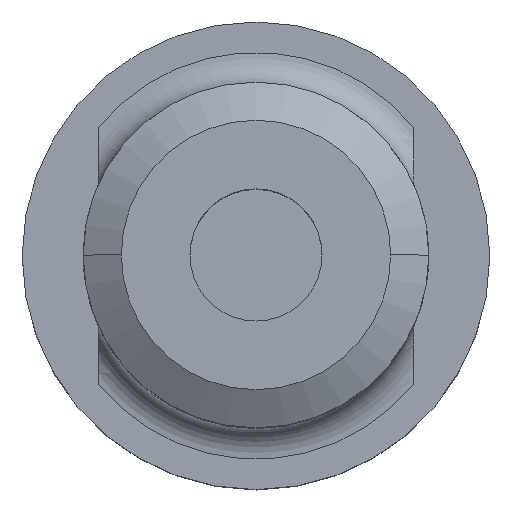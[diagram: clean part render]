
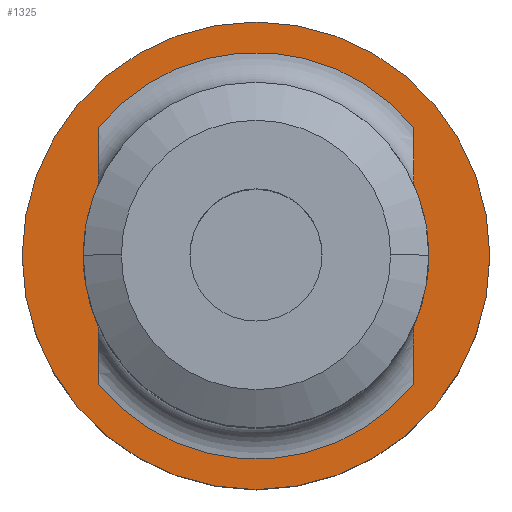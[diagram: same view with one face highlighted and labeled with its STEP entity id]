
A CAD part, top view. The second image highlights one B-rep face of the part: STEP entity #1325.
In plain terms, the highlighted planar face has unit normal (0, 0, 1).
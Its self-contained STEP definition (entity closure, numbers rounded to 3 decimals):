
#56 = ORIENTED_EDGE ( 'NONE', *, *, #1690, .F. ) ;
#68 = CIRCLE ( 'NONE', #836, 20. ) ;
#69 = ORIENTED_EDGE ( 'NONE', *, *, #424, .F. ) ;
#89 = AXIS2_PLACEMENT_3D ( 'NONE', #633, #1031, #1022 ) ;
#113 = EDGE_CURVE ( 'NONE', #1698, #331, #68, .T. ) ;
#165 = CARTESIAN_POINT ( 'NONE',  ( -23., 0., 22. ) ) ;
#186 = CARTESIAN_POINT ( 'NONE',  ( 15.5, -23., 22. ) ) ;
#187 = ORIENTED_EDGE ( 'NONE', *, *, #113, .T. ) ;
#331 = VERTEX_POINT ( 'NONE', #1646 ) ;
#351 = DIRECTION ( 'NONE',  ( 0., 0., -1. ) ) ;
#368 = CARTESIAN_POINT ( 'NONE',  ( 15.5, -12.639, 22. ) ) ;
#424 = EDGE_CURVE ( 'NONE', #1698, #1473, #1452, .T. ) ;
#497 = ORIENTED_EDGE ( 'NONE', *, *, #651, .F. ) ;
#519 = CARTESIAN_POINT ( 'NONE',  ( 0., 0., 22. ) ) ;
#520 = AXIS2_PLACEMENT_3D ( 'NONE', #774, #351, #1016 ) ;
#580 = ORIENTED_EDGE ( 'NONE', *, *, #1462, .T. ) ;
#618 = EDGE_LOOP ( 'NONE', ( #497, #56 ) ) ;
#626 = PLANE ( 'NONE',  #89 ) ;
#633 = CARTESIAN_POINT ( 'NONE',  ( 0., 0., 22. ) ) ;
#635 = DIRECTION ( 'NONE',  ( 0., 1., 0. ) ) ;
#651 = EDGE_CURVE ( 'NONE', #1459, #1340, #1559, .T. ) ;
#682 = CARTESIAN_POINT ( 'NONE',  ( 0., 0., 22. ) ) ;
#702 = DIRECTION ( 'NONE',  ( 0., 0., -1. ) ) ;
#734 = EDGE_CURVE ( 'NONE', #331, #1315, #1389, .T. ) ;
#745 = CIRCLE ( 'NONE', #1183, 20. ) ;
#748 = CIRCLE ( 'NONE', #1328, 23. ) ;
#774 = CARTESIAN_POINT ( 'NONE',  ( 0., 0., 22. ) ) ;
#781 = DIRECTION ( 'NONE',  ( 0., 0., -1. ) ) ;
#836 = AXIS2_PLACEMENT_3D ( 'NONE', #1622, #702, #1609 ) ;
#927 = FACE_BOUND ( 'NONE', #1493, .T. ) ;
#964 = DIRECTION ( 'NONE',  ( -1., 0., 0. ) ) ;
#1016 = DIRECTION ( 'NONE',  ( -1., 0., 0. ) ) ;
#1022 = DIRECTION ( 'NONE',  ( -1., 0., 0. ) ) ;
#1031 = DIRECTION ( 'NONE',  ( 0., 0., -1. ) ) ;
#1037 = VECTOR ( 'NONE', #635, 1000. ) ;
#1056 = VECTOR ( 'NONE', #1255, 1000. ) ;
#1091 = CARTESIAN_POINT ( 'NONE',  ( -15.5, 12.639, 22. ) ) ;
#1103 = CARTESIAN_POINT ( 'NONE',  ( 15.5, 12.639, 22. ) ) ;
#1110 = CARTESIAN_POINT ( 'NONE',  ( -15.5, -23., 22. ) ) ;
#1183 = AXIS2_PLACEMENT_3D ( 'NONE', #682, #1632, #964 ) ;
#1206 = ORIENTED_EDGE ( 'NONE', *, *, #734, .T. ) ;
#1255 = DIRECTION ( 'NONE',  ( 0., 1., 0. ) ) ;
#1315 = VERTEX_POINT ( 'NONE', #1091 ) ;
#1321 = CARTESIAN_POINT ( 'NONE',  ( 23., 0., 22. ) ) ;
#1325 = ADVANCED_FACE ( 'NONE', ( #927, #1600 ), #626, .F. ) ;
#1328 = AXIS2_PLACEMENT_3D ( 'NONE', #519, #781, #1331 ) ;
#1331 = DIRECTION ( 'NONE',  ( -1., 0., 0. ) ) ;
#1340 = VERTEX_POINT ( 'NONE', #1321 ) ;
#1389 = LINE ( 'NONE', #1110, #1037 ) ;
#1452 = LINE ( 'NONE', #186, #1056 ) ;
#1459 = VERTEX_POINT ( 'NONE', #165 ) ;
#1462 = EDGE_CURVE ( 'NONE', #1315, #1473, #745, .T. ) ;
#1473 = VERTEX_POINT ( 'NONE', #1103 ) ;
#1493 = EDGE_LOOP ( 'NONE', ( #187, #1206, #580, #69 ) ) ;
#1559 = CIRCLE ( 'NONE', #520, 23. ) ;
#1600 = FACE_OUTER_BOUND ( 'NONE', #618, .T. ) ;
#1609 = DIRECTION ( 'NONE',  ( -1., 0., 0. ) ) ;
#1622 = CARTESIAN_POINT ( 'NONE',  ( 0., 0., 22. ) ) ;
#1632 = DIRECTION ( 'NONE',  ( 0., 0., -1. ) ) ;
#1646 = CARTESIAN_POINT ( 'NONE',  ( -15.5, -12.639, 22. ) ) ;
#1690 = EDGE_CURVE ( 'NONE', #1340, #1459, #748, .T. ) ;
#1698 = VERTEX_POINT ( 'NONE', #368 ) ;
